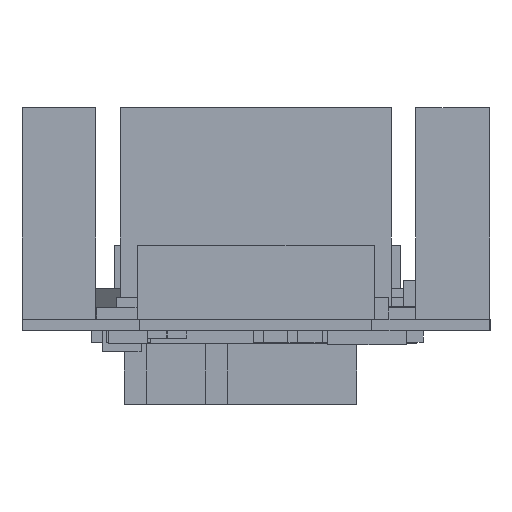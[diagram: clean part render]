
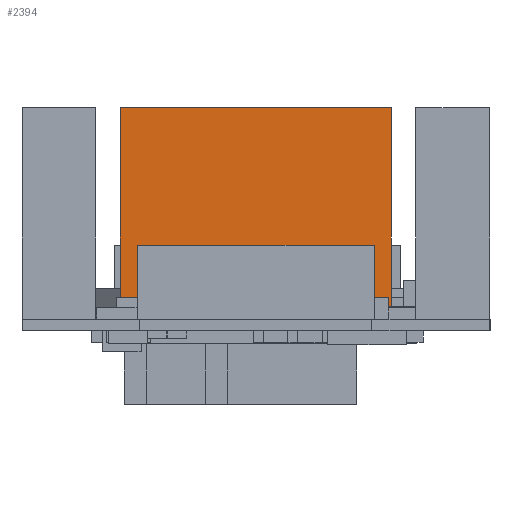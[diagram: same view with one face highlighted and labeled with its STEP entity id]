
A CAD part, left-side view. The second image highlights one B-rep face of the part: STEP entity #2394.
In plain terms, the highlighted planar face has unit normal (-1, 0, 0).
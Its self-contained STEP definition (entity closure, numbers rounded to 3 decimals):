
#1394=FACE_OUTER_BOUND($,#1602,.T.);
#1602=EDGE_LOOP($,(#3027,#3028,#3029,#3030));
#1860=AXIS2_PLACEMENT_3D($,#6392,#5745,$);
#2198=PLANE($,#1860);
#2394=ADVANCED_FACE($,(#1394),#2198,.T.);
#3027=ORIENTED_EDGE($,*,*,#3639,.T.);
#3028=ORIENTED_EDGE($,*,*,#3648,.T.);
#3029=ORIENTED_EDGE($,*,*,#3643,.F.);
#3030=ORIENTED_EDGE($,*,*,#3647,.F.);
#3639=EDGE_CURVE($,#4925,#4926,#4529,.T.);
#3643=EDGE_CURVE($,#4930,#4931,#4533,.T.);
#3647=EDGE_CURVE($,#4925,#4930,#4537,.T.);
#3648=EDGE_CURVE($,#4926,#4931,#4538,.T.);
#4084=VECTOR($,#5732,13.97);
#4088=VECTOR($,#5736,13.97);
#4092=VECTOR($,#5740,10.922);
#4093=VECTOR($,#5741,10.922);
#4529=LINE($,#6392,#4084);
#4533=LINE($,#6397,#4088);
#4537=LINE($,#6392,#4092);
#4538=LINE($,#6393,#4093);
#4925=VERTEX_POINT($,#6392);
#4926=VERTEX_POINT($,#6393);
#4930=VERTEX_POINT($,#6397);
#4931=VERTEX_POINT($,#6398);
#5732=DIRECTION($,(0.,1.,0.));
#5736=DIRECTION($,(0.,1.,0.));
#5740=DIRECTION($,(0.,0.,-1.));
#5741=DIRECTION($,(0.,0.,-1.));
#5745=DIRECTION($,(-1.,0.,0.));
#6392=CARTESIAN_POINT('',(-1.905,-1.905,10.922));
#6393=CARTESIAN_POINT('',(-1.905,12.065,10.922));
#6397=CARTESIAN_POINT('',(-1.905,-1.905,0.));
#6398=CARTESIAN_POINT('',(-1.905,12.065,0.));
